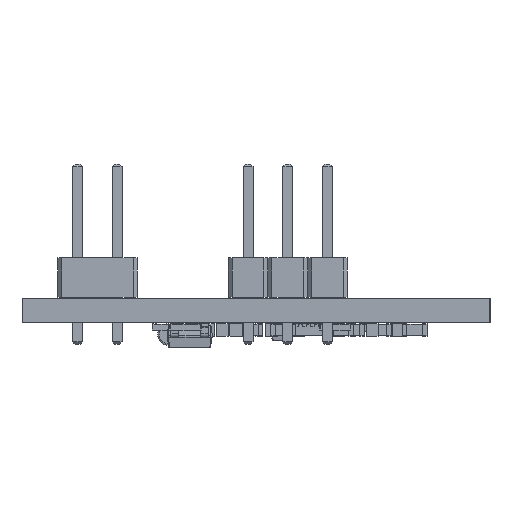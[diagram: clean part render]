
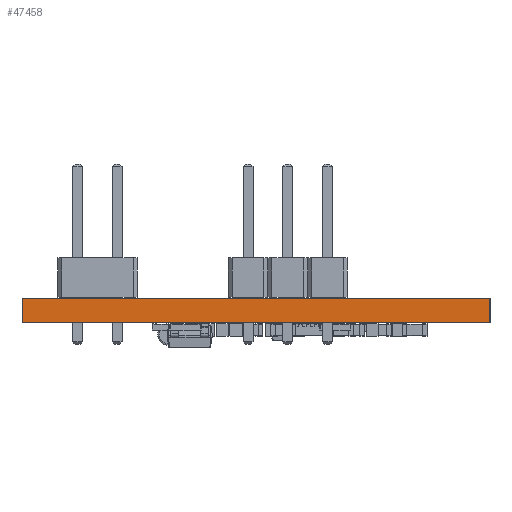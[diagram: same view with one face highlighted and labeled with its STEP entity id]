
A CAD part, left-side view. The second image highlights one B-rep face of the part: STEP entity #47458.
In plain terms, the highlighted planar face has unit normal (-1, 0, 0).
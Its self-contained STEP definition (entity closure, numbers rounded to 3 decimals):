
#47277 = PLANE('',#47278);
#47278 = AXIS2_PLACEMENT_3D('',#47279,#47280,#47281);
#47279 = CARTESIAN_POINT('',(185.166,-129.286,0.));
#47280 = DIRECTION('',(0.,-1.,0.));
#47281 = DIRECTION('',(-1.,0.,0.));
#47302 = VERTEX_POINT('',#47303);
#47303 = CARTESIAN_POINT('',(134.874,-129.286,1.58));
#47317 = PLANE('',#47318);
#47318 = AXIS2_PLACEMENT_3D('',#47319,#47320,#47321);
#47319 = CARTESIAN_POINT('',(160.02,-114.3,1.58));
#47320 = DIRECTION('',(-0.,-0.,-1.));
#47321 = DIRECTION('',(-1.,0.,0.));
#47329 = EDGE_CURVE('',#47330,#47302,#47332,.T.);
#47330 = VERTEX_POINT('',#47331);
#47331 = CARTESIAN_POINT('',(134.874,-129.286,0.));
#47332 = SURFACE_CURVE('',#47333,(#47337,#47344),.PCURVE_S1.);
#47333 = LINE('',#47334,#47335);
#47334 = CARTESIAN_POINT('',(134.874,-129.286,0.));
#47335 = VECTOR('',#47336,1.);
#47336 = DIRECTION('',(0.,0.,1.));
#47337 = PCURVE('',#47277,#47338);
#47338 = DEFINITIONAL_REPRESENTATION('',(#47339),#47343);
#47339 = LINE('',#47340,#47341);
#47340 = CARTESIAN_POINT('',(50.292,0.));
#47341 = VECTOR('',#47342,1.);
#47342 = DIRECTION('',(0.,-1.));
#47343 = ( GEOMETRIC_REPRESENTATION_CONTEXT(2) 
PARAMETRIC_REPRESENTATION_CONTEXT() REPRESENTATION_CONTEXT('2D SPACE',''
  ) );
#47344 = PCURVE('',#47345,#47350);
#47345 = PLANE('',#47346);
#47346 = AXIS2_PLACEMENT_3D('',#47347,#47348,#47349);
#47347 = CARTESIAN_POINT('',(134.874,-129.286,0.));
#47348 = DIRECTION('',(-1.,0.,0.));
#47349 = DIRECTION('',(0.,1.,0.));
#47350 = DEFINITIONAL_REPRESENTATION('',(#47351),#47355);
#47351 = LINE('',#47352,#47353);
#47352 = CARTESIAN_POINT('',(0.,0.));
#47353 = VECTOR('',#47354,1.);
#47354 = DIRECTION('',(0.,-1.));
#47355 = ( GEOMETRIC_REPRESENTATION_CONTEXT(2) 
PARAMETRIC_REPRESENTATION_CONTEXT() REPRESENTATION_CONTEXT('2D SPACE',''
  ) );
#47371 = PLANE('',#47372);
#47372 = AXIS2_PLACEMENT_3D('',#47373,#47374,#47375);
#47373 = CARTESIAN_POINT('',(160.02,-114.3,0.));
#47374 = DIRECTION('',(-0.,-0.,-1.));
#47375 = DIRECTION('',(-1.,0.,0.));
#47404 = PLANE('',#47405);
#47405 = AXIS2_PLACEMENT_3D('',#47406,#47407,#47408);
#47406 = CARTESIAN_POINT('',(134.874,-99.314,0.));
#47407 = DIRECTION('',(0.,1.,0.));
#47408 = DIRECTION('',(1.,0.,0.));
#47458 = ADVANCED_FACE('',(#47459),#47345,.T.);
#47459 = FACE_BOUND('',#47460,.T.);
#47460 = EDGE_LOOP('',(#47461,#47462,#47485,#47508));
#47461 = ORIENTED_EDGE('',*,*,#47329,.T.);
#47462 = ORIENTED_EDGE('',*,*,#47463,.T.);
#47463 = EDGE_CURVE('',#47302,#47464,#47466,.T.);
#47464 = VERTEX_POINT('',#47465);
#47465 = CARTESIAN_POINT('',(134.874,-99.314,1.58));
#47466 = SURFACE_CURVE('',#47467,(#47471,#47478),.PCURVE_S1.);
#47467 = LINE('',#47468,#47469);
#47468 = CARTESIAN_POINT('',(134.874,-129.286,1.58));
#47469 = VECTOR('',#47470,1.);
#47470 = DIRECTION('',(0.,1.,0.));
#47471 = PCURVE('',#47345,#47472);
#47472 = DEFINITIONAL_REPRESENTATION('',(#47473),#47477);
#47473 = LINE('',#47474,#47475);
#47474 = CARTESIAN_POINT('',(0.,-1.58));
#47475 = VECTOR('',#47476,1.);
#47476 = DIRECTION('',(1.,0.));
#47477 = ( GEOMETRIC_REPRESENTATION_CONTEXT(2) 
PARAMETRIC_REPRESENTATION_CONTEXT() REPRESENTATION_CONTEXT('2D SPACE',''
  ) );
#47478 = PCURVE('',#47317,#47479);
#47479 = DEFINITIONAL_REPRESENTATION('',(#47480),#47484);
#47480 = LINE('',#47481,#47482);
#47481 = CARTESIAN_POINT('',(25.146,-14.986));
#47482 = VECTOR('',#47483,1.);
#47483 = DIRECTION('',(0.,1.));
#47484 = ( GEOMETRIC_REPRESENTATION_CONTEXT(2) 
PARAMETRIC_REPRESENTATION_CONTEXT() REPRESENTATION_CONTEXT('2D SPACE',''
  ) );
#47485 = ORIENTED_EDGE('',*,*,#47486,.F.);
#47486 = EDGE_CURVE('',#47487,#47464,#47489,.T.);
#47487 = VERTEX_POINT('',#47488);
#47488 = CARTESIAN_POINT('',(134.874,-99.314,0.));
#47489 = SURFACE_CURVE('',#47490,(#47494,#47501),.PCURVE_S1.);
#47490 = LINE('',#47491,#47492);
#47491 = CARTESIAN_POINT('',(134.874,-99.314,0.));
#47492 = VECTOR('',#47493,1.);
#47493 = DIRECTION('',(0.,0.,1.));
#47494 = PCURVE('',#47345,#47495);
#47495 = DEFINITIONAL_REPRESENTATION('',(#47496),#47500);
#47496 = LINE('',#47497,#47498);
#47497 = CARTESIAN_POINT('',(29.972,0.));
#47498 = VECTOR('',#47499,1.);
#47499 = DIRECTION('',(0.,-1.));
#47500 = ( GEOMETRIC_REPRESENTATION_CONTEXT(2) 
PARAMETRIC_REPRESENTATION_CONTEXT() REPRESENTATION_CONTEXT('2D SPACE',''
  ) );
#47501 = PCURVE('',#47404,#47502);
#47502 = DEFINITIONAL_REPRESENTATION('',(#47503),#47507);
#47503 = LINE('',#47504,#47505);
#47504 = CARTESIAN_POINT('',(0.,0.));
#47505 = VECTOR('',#47506,1.);
#47506 = DIRECTION('',(0.,-1.));
#47507 = ( GEOMETRIC_REPRESENTATION_CONTEXT(2) 
PARAMETRIC_REPRESENTATION_CONTEXT() REPRESENTATION_CONTEXT('2D SPACE',''
  ) );
#47508 = ORIENTED_EDGE('',*,*,#47509,.F.);
#47509 = EDGE_CURVE('',#47330,#47487,#47510,.T.);
#47510 = SURFACE_CURVE('',#47511,(#47515,#47522),.PCURVE_S1.);
#47511 = LINE('',#47512,#47513);
#47512 = CARTESIAN_POINT('',(134.874,-129.286,0.));
#47513 = VECTOR('',#47514,1.);
#47514 = DIRECTION('',(0.,1.,0.));
#47515 = PCURVE('',#47345,#47516);
#47516 = DEFINITIONAL_REPRESENTATION('',(#47517),#47521);
#47517 = LINE('',#47518,#47519);
#47518 = CARTESIAN_POINT('',(0.,0.));
#47519 = VECTOR('',#47520,1.);
#47520 = DIRECTION('',(1.,0.));
#47521 = ( GEOMETRIC_REPRESENTATION_CONTEXT(2) 
PARAMETRIC_REPRESENTATION_CONTEXT() REPRESENTATION_CONTEXT('2D SPACE',''
  ) );
#47522 = PCURVE('',#47371,#47523);
#47523 = DEFINITIONAL_REPRESENTATION('',(#47524),#47528);
#47524 = LINE('',#47525,#47526);
#47525 = CARTESIAN_POINT('',(25.146,-14.986));
#47526 = VECTOR('',#47527,1.);
#47527 = DIRECTION('',(0.,1.));
#47528 = ( GEOMETRIC_REPRESENTATION_CONTEXT(2) 
PARAMETRIC_REPRESENTATION_CONTEXT() REPRESENTATION_CONTEXT('2D SPACE',''
  ) );
